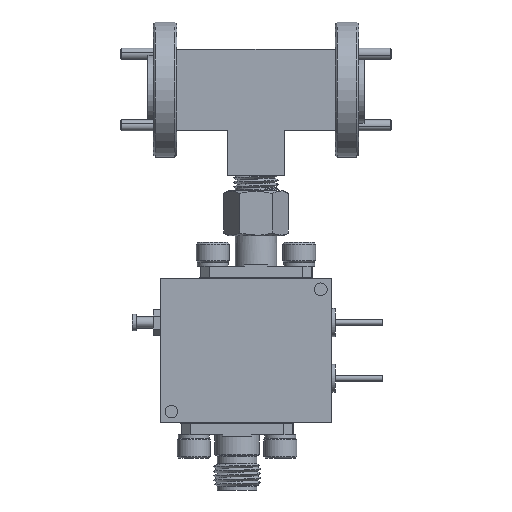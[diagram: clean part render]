
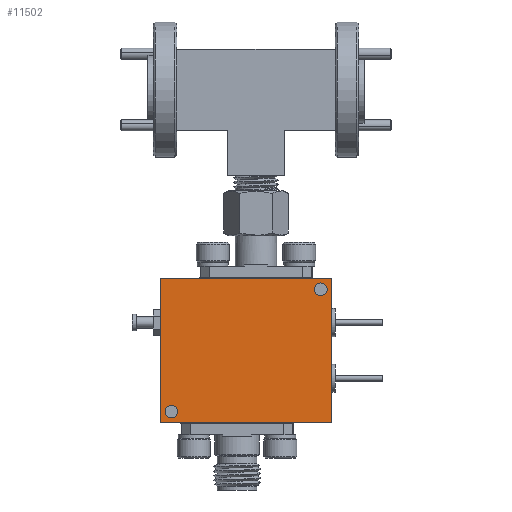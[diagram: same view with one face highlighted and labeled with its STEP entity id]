
A CAD part, front view. The second image highlights one B-rep face of the part: STEP entity #11502.
In plain terms, the highlighted planar face has unit normal (0, -1, 0).
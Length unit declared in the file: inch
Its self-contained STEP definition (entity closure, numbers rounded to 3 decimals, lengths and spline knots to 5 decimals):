
#33 = LINE ( 'NONE', #17078, #735 ) ;
#735 = VECTOR ( 'NONE', #19385, 39.37008 ) ;
#884 = CARTESIAN_POINT ( 'NONE',  ( -4.16813, 0.74958, -0.26327 ) ) ;
#936 = DIRECTION ( 'NONE',  ( 0., -1., 0. ) ) ;
#2932 = ORIENTED_EDGE ( 'NONE', *, *, #7865, .F. ) ;
#3694 = EDGE_CURVE ( 'NONE', #25560, #18261, #19134, .T. ) ;
#3839 = AXIS2_PLACEMENT_3D ( 'NONE', #7224, #16093, #18492 ) ;
#4068 = CARTESIAN_POINT ( 'NONE',  ( -4.22813, 0.74958, 0.47673 ) ) ;
#4246 = CARTESIAN_POINT ( 'NONE',  ( -3.27813, 0.74958, 0.47673 ) ) ;
#4916 = ORIENTED_EDGE ( 'NONE', *, *, #15462, .F. ) ;
#5142 = PLANE ( 'NONE',  #3839 ) ;
#5355 = CARTESIAN_POINT ( 'NONE',  ( -4.13313, 0.74958, -0.26327 ) ) ;
#5365 = CARTESIAN_POINT ( 'NONE',  ( -4.20313, 0.74958, -0.26327 ) ) ;
#5702 = VERTEX_POINT ( 'NONE', #15998 ) ;
#7224 = CARTESIAN_POINT ( 'NONE',  ( -3.75313, 0.74958, 0.07673 ) ) ;
#7865 = EDGE_CURVE ( 'NONE', #5702, #25560, #33, .T. ) ;
#9299 = EDGE_CURVE ( 'NONE', #13169, #22546, #9512, .T. ) ;
#9512 = CIRCLE ( 'NONE', #19501, 0.035 ) ;
#9532 = DIRECTION ( 'NONE',  ( 0., -1., 0. ) ) ;
#9859 = DIRECTION ( 'NONE',  ( 1., 0., 0. ) ) ;
#10194 = ORIENTED_EDGE ( 'NONE', *, *, #20286, .F. ) ;
#10255 = CARTESIAN_POINT ( 'NONE',  ( -4.22813, 0.74958, 0.47673 ) ) ;
#10923 = AXIS2_PLACEMENT_3D ( 'NONE', #884, #25672, #27963 ) ;
#11195 = FACE_OUTER_BOUND ( 'NONE', #24700, .T. ) ;
#11502 = ADVANCED_FACE ( 'NONE', ( #14028, #17574, #11195 ), #5142, .F. ) ;
#11992 = AXIS2_PLACEMENT_3D ( 'NONE', #27856, #9532, #25382 ) ;
#12384 = CARTESIAN_POINT ( 'NONE',  ( -3.37313, 0.74958, 0.41673 ) ) ;
#12645 = EDGE_CURVE ( 'NONE', #27912, #5702, #22519, .T. ) ;
#12917 = DIRECTION ( 'NONE',  ( 1., 0., 0. ) ) ;
#13109 = VECTOR ( 'NONE', #29254, 39.37008 ) ;
#13169 = VERTEX_POINT ( 'NONE', #23760 ) ;
#13356 = CARTESIAN_POINT ( 'NONE',  ( -4.22813, 0.74958, 0.47673 ) ) ;
#13377 = ORIENTED_EDGE ( 'NONE', *, *, #17310, .F. ) ;
#13534 = EDGE_CURVE ( 'NONE', #16330, #21683, #26904, .T. ) ;
#14028 = FACE_BOUND ( 'NONE', #24738, .T. ) ;
#14084 = CARTESIAN_POINT ( 'NONE',  ( -4.22813, 0.74958, -0.32327 ) ) ;
#14341 = DIRECTION ( 'NONE',  ( 1., 0., 0. ) ) ;
#15462 = EDGE_CURVE ( 'NONE', #21683, #16330, #15888, .T. ) ;
#15739 = CIRCLE ( 'NONE', #22156, 0.035 ) ;
#15888 = CIRCLE ( 'NONE', #10923, 0.035 ) ;
#15998 = CARTESIAN_POINT ( 'NONE',  ( -3.27813, 0.74958, -0.32327 ) ) ;
#16093 = DIRECTION ( 'NONE',  ( 0., 1., 0. ) ) ;
#16319 = LINE ( 'NONE', #10255, #24522 ) ;
#16330 = VERTEX_POINT ( 'NONE', #5365 ) ;
#16675 = CARTESIAN_POINT ( 'NONE',  ( -3.33813, 0.74958, 0.41673 ) ) ;
#17078 = CARTESIAN_POINT ( 'NONE',  ( -4.22813, 0.74958, -0.32327 ) ) ;
#17310 = EDGE_CURVE ( 'NONE', #22546, #13169, #15739, .T. ) ;
#17574 = FACE_BOUND ( 'NONE', #23789, .T. ) ;
#18261 = VERTEX_POINT ( 'NONE', #4068 ) ;
#18492 = DIRECTION ( 'NONE',  ( -1., 0., 0. ) ) ;
#19134 = LINE ( 'NONE', #13356, #13109 ) ;
#19169 = DIRECTION ( 'NONE',  ( 0., -1., 0. ) ) ;
#19288 = CARTESIAN_POINT ( 'NONE',  ( -3.27813, 0.74958, 0.47673 ) ) ;
#19385 = DIRECTION ( 'NONE',  ( -1., 0., 0. ) ) ;
#19501 = AXIS2_PLACEMENT_3D ( 'NONE', #23449, #936, #14341 ) ;
#20286 = EDGE_CURVE ( 'NONE', #18261, #27912, #16319, .T. ) ;
#21177 = ORIENTED_EDGE ( 'NONE', *, *, #3694, .F. ) ;
#21683 = VERTEX_POINT ( 'NONE', #5355 ) ;
#22156 = AXIS2_PLACEMENT_3D ( 'NONE', #16675, #19169, #9859 ) ;
#22322 = ORIENTED_EDGE ( 'NONE', *, *, #9299, .F. ) ;
#22500 = ORIENTED_EDGE ( 'NONE', *, *, #12645, .F. ) ;
#22519 = LINE ( 'NONE', #4246, #26344 ) ;
#22546 = VERTEX_POINT ( 'NONE', #12384 ) ;
#23449 = CARTESIAN_POINT ( 'NONE',  ( -3.33813, 0.74958, 0.41673 ) ) ;
#23760 = CARTESIAN_POINT ( 'NONE',  ( -3.30313, 0.74958, 0.41673 ) ) ;
#23789 = EDGE_LOOP ( 'NONE', ( #22322, #13377 ) ) ;
#24522 = VECTOR ( 'NONE', #12917, 39.37008 ) ;
#24700 = EDGE_LOOP ( 'NONE', ( #2932, #22500, #10194, #21177 ) ) ;
#24738 = EDGE_LOOP ( 'NONE', ( #4916, #28538 ) ) ;
#25382 = DIRECTION ( 'NONE',  ( 1., 0., 0. ) ) ;
#25560 = VERTEX_POINT ( 'NONE', #14084 ) ;
#25672 = DIRECTION ( 'NONE',  ( 0., -1., 0. ) ) ;
#26344 = VECTOR ( 'NONE', #26772, 39.37008 ) ;
#26772 = DIRECTION ( 'NONE',  ( 0., 0., -1. ) ) ;
#26904 = CIRCLE ( 'NONE', #11992, 0.035 ) ;
#27856 = CARTESIAN_POINT ( 'NONE',  ( -4.16813, 0.74958, -0.26327 ) ) ;
#27912 = VERTEX_POINT ( 'NONE', #19288 ) ;
#27963 = DIRECTION ( 'NONE',  ( 1., 0., 0. ) ) ;
#28538 = ORIENTED_EDGE ( 'NONE', *, *, #13534, .F. ) ;
#29254 = DIRECTION ( 'NONE',  ( 0., 0., 1. ) ) ;
